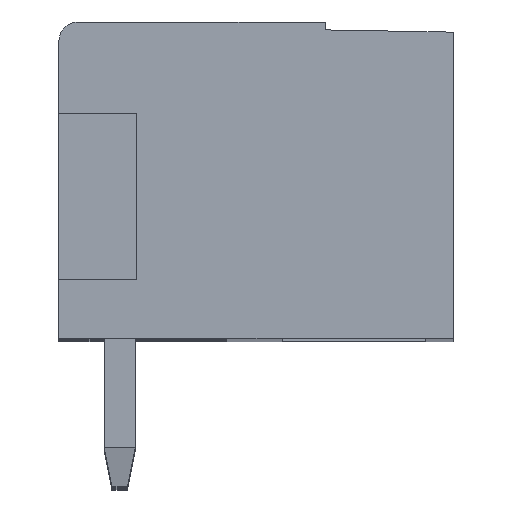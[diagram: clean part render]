
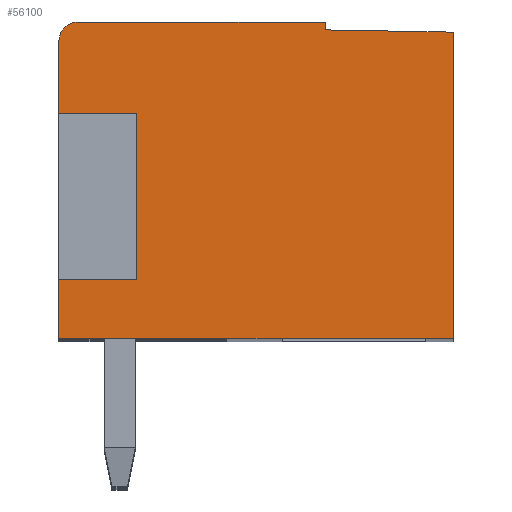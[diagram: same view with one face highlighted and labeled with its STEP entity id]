
A CAD part, top view. The second image highlights one B-rep face of the part: STEP entity #56100.
In plain terms, the highlighted planar face has unit normal (0, 0, 1).
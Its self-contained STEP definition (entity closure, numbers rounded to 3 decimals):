
#493=DIRECTION('',(-1.,0.,0.));
#494=VECTOR('',#493,6.326);
#495=CARTESIAN_POINT('',(-13.889,8.199,168.212));
#496=LINE('',#495,#494);
#20158=DIRECTION('',(0.,-1.,0.));
#20159=VECTOR('',#20158,7.84);
#20160=CARTESIAN_POINT('',(-10.615,7.94,
168.212));
#20161=LINE('',#20160,#20159);
#20162=DIRECTION('',(-1.,0.,0.));
#20163=VECTOR('',#20162,10.1);
#20164=CARTESIAN_POINT('',(-10.615,0.099,
168.212));
#20165=LINE('',#20164,#20163);
#20166=DIRECTION('',(0.,1.,0.));
#20167=VECTOR('',#20166,1.5);
#20168=CARTESIAN_POINT('',(-20.715,0.099,
168.212));
#20169=LINE('',#20168,#20167);
#20170=DIRECTION('',(1.,0.,0.));
#20171=VECTOR('',#20170,2.);
#20172=CARTESIAN_POINT('',(-20.715,1.599,
168.212));
#20173=LINE('',#20172,#20171);
#20174=DIRECTION('',(0.,1.,0.));
#20175=VECTOR('',#20174,1.85);
#20176=CARTESIAN_POINT('',(-20.715,5.849,
168.212));
#20177=LINE('',#20176,#20175);
#20178=CARTESIAN_POINT('',(-20.215,7.699,
168.212));
#20179=DIRECTION('',(0.,0.,-1.));
#20180=DIRECTION('',(-1.,0.,0.));
#20181=AXIS2_PLACEMENT_3D('',#20178,#20179,#20180);
#20183=DIRECTION('',(0.,-1.,0.));
#20184=VECTOR('',#20183,0.202);
#20185=CARTESIAN_POINT('',(-13.889,8.199,
168.212));
#20186=LINE('',#20185,#20184);
#20187=DIRECTION('',(1.,-0.017,0.));
#20188=VECTOR('',#20187,3.274);
#20189=CARTESIAN_POINT('',(-13.889,7.997,
168.212));
#20190=LINE('',#20189,#20188);
#20219=DIRECTION('',(1.,0.,0.));
#20220=VECTOR('',#20219,2.);
#20221=CARTESIAN_POINT('',(-20.715,5.849,
168.212));
#20222=LINE('',#20221,#20220);
#20227=DIRECTION('',(0.,-1.,0.));
#20228=VECTOR('',#20227,4.25);
#20229=CARTESIAN_POINT('',(-18.715,5.849,
168.212));
#20230=LINE('',#20229,#20228);
#20231=CARTESIAN_POINT('',(-10.615,7.94,
168.212));
#20232=CARTESIAN_POINT('',(-10.615,0.099,
168.212));
#20233=VERTEX_POINT('',#20231);
#20234=VERTEX_POINT('',#20232);
#20467=CARTESIAN_POINT('',(-20.715,5.849,
168.212));
#20468=CARTESIAN_POINT('',(-20.715,7.699,
168.212));
#20469=VERTEX_POINT('',#20467);
#20470=VERTEX_POINT('',#20468);
#20475=CARTESIAN_POINT('',(-20.715,1.599,
168.212));
#20476=VERTEX_POINT('',#20475);
#20477=CARTESIAN_POINT('',(-20.715,0.099,
168.212));
#20478=VERTEX_POINT('',#20477);
#20507=CARTESIAN_POINT('',(-20.215,8.199,
168.212));
#20508=VERTEX_POINT('',#20507);
#20509=CARTESIAN_POINT('',(-13.889,8.199,
168.212));
#20510=VERTEX_POINT('',#20509);
#20511=CARTESIAN_POINT('',(-13.889,7.997,
168.212));
#20512=VERTEX_POINT('',#20511);
#20513=CARTESIAN_POINT('',(-18.715,1.599,
168.212));
#20514=VERTEX_POINT('',#20513);
#20515=CARTESIAN_POINT('',(-18.715,5.849,
168.212));
#20516=VERTEX_POINT('',#20515);
#56079=CARTESIAN_POINT('',(-10.615,0.099,
168.212));
#56080=DIRECTION('',(0.,0.,-1.));
#56081=DIRECTION('',(0.,1.,0.));
#56082=AXIS2_PLACEMENT_3D('',#56079,#56080,#56081);
#56083=PLANE('',#56082);
#56084=ORIENTED_EDGE('',*,*,#26465,.T.);
#56085=ORIENTED_EDGE('',*,*,#28894,.T.);
#56086=ORIENTED_EDGE('',*,*,#26990,.T.);
#56088=ORIENTED_EDGE('',*,*,#56087,.T.);
#56090=ORIENTED_EDGE('',*,*,#56089,.F.);
#56092=ORIENTED_EDGE('',*,*,#56091,.F.);
#56093=ORIENTED_EDGE('',*,*,#26982,.T.);
#56094=ORIENTED_EDGE('',*,*,#26947,.T.);
#56095=ORIENTED_EDGE('',*,*,#26932,.F.);
#56096=ORIENTED_EDGE('',*,*,#26917,.T.);
#56097=ORIENTED_EDGE('',*,*,#26902,.T.);
#56098=EDGE_LOOP('',(#56084,#56085,#56086,#56088,#56090,#56092,#56093,#56094,
#56095,#56096,#56097));
#56099=FACE_OUTER_BOUND('',#56098,.F.);
#20182=CIRCLE('',#20181,0.5);
#26465=EDGE_CURVE('',#20233,#20234,#20161,.T.);
#26902=EDGE_CURVE('',#20512,#20233,#20190,.T.);
#26917=EDGE_CURVE('',#20510,#20512,#20186,.T.);
#26932=EDGE_CURVE('',#20510,#20508,#496,.T.);
#26947=EDGE_CURVE('',#20470,#20508,#20182,.T.);
#26982=EDGE_CURVE('',#20469,#20470,#20177,.T.);
#26990=EDGE_CURVE('',#20478,#20476,#20169,.T.);
#28894=EDGE_CURVE('',#20234,#20478,#20165,.T.);
#56087=EDGE_CURVE('',#20476,#20514,#20173,.T.);
#56089=EDGE_CURVE('',#20516,#20514,#20230,.T.);
#56091=EDGE_CURVE('',#20469,#20516,#20222,.T.);
#56100=ADVANCED_FACE('',(#56099),#56083,.F.);
